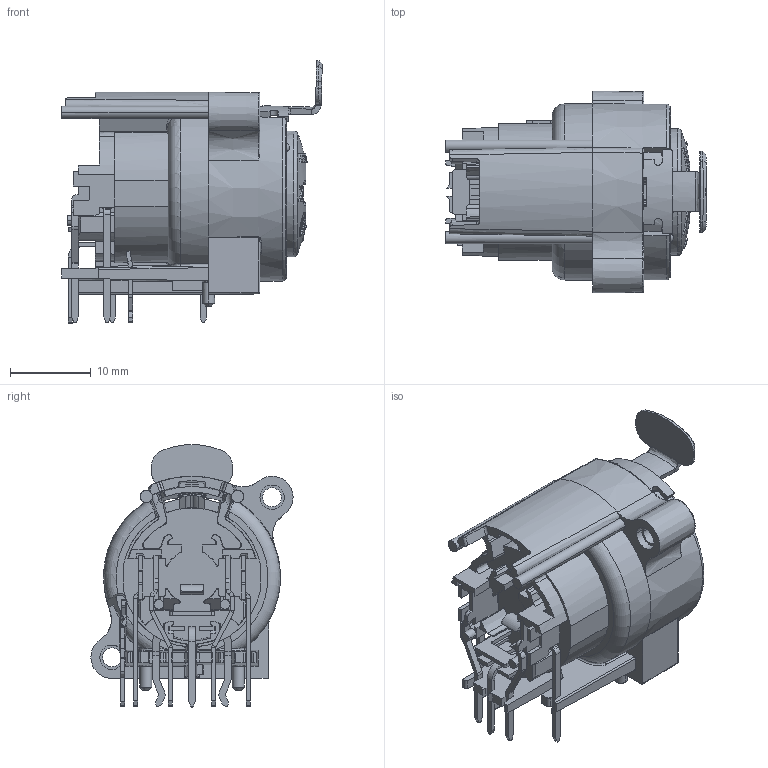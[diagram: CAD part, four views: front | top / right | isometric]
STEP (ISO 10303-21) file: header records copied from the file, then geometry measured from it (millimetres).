
FILE_DESCRIPTION(('FreeCAD Model'),'2;1');
FILE_NAME('Open CASCADE Shape Model','2024-11-19T22:33:57',( 'kicad StepUp'),('ksu MCAD'),'Open CASCADE STEP processor 7.6', 'FreeCAD','Unknown');
FILE_SCHEMA(('AUTOMOTIVE_DESIGN { 1 0 10303 214 1 1 1 1 }'));
Length unit declared in the file: millimetre
Products named in the file (1): NCJ6FA-H_Horizontal
Bounding box: 32.21 x 25 x 32.44 mm (x, y, z)
Volume: 7391.7 mm3; surface area: 6961.4 mm2
Topology: 1 solids, 2 shells, 1700 faces, 4685 edges, 2963 vertices
Faces by surface type: plane 1097, cylinder 329, bspline 137, cone 77, sphere 32, torus 24, extrusion 4
Entity records: 60958 total; most frequent: CARTESIAN_POINT 19047, ORIENTED_EDGE 9356, DIRECTION 7994, EDGE_CURVE 4678, VERTEX_POINT 2962, VECTOR 2808, LINE 2804, AXIS2_PLACEMENT_3D 2593
